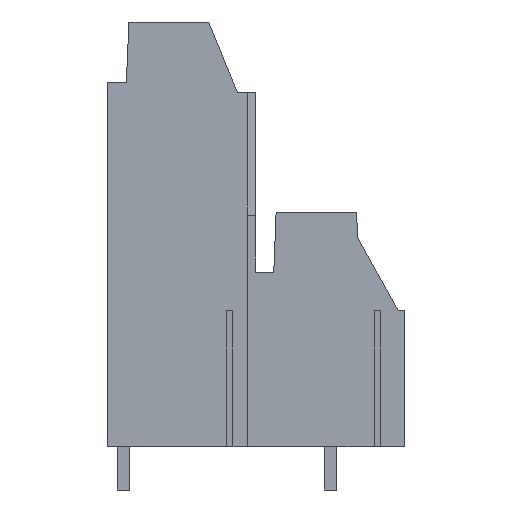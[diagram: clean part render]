
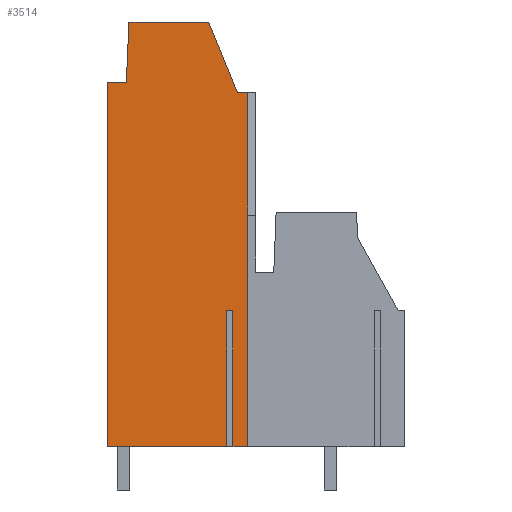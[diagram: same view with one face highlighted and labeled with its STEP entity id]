
A CAD part, left-side view. The second image highlights one B-rep face of the part: STEP entity #3514.
In plain terms, the highlighted planar face has unit normal (-1, 0, 0).
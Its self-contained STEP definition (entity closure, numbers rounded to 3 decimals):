
#3439=AXIS2_PLACEMENT_3D('Plane Axis2P3D',#3436,#3437,#3438) ;
#632=CARTESIAN_POINT('Vertex',(0.,21.94,3.2)) ;
#824=CARTESIAN_POINT('Vertex',(0.,11.574,3.2)) ;
#827=CARTESIAN_POINT('Line Origine',(0.,12.12,3.2)) ;
#831=CARTESIAN_POINT('Vertex',(0.,12.665,3.2)) ;
#880=CARTESIAN_POINT('Vertex',(0.,13.115,3.2)) ;
#883=CARTESIAN_POINT('Line Origine',(0.,17.528,3.2)) ;
#1260=CARTESIAN_POINT('Vertex',(0.,11.574,29.26)) ;
#1263=CARTESIAN_POINT('Line Origine',(0.,11.574,16.23)) ;
#3436=CARTESIAN_POINT('Axis2P3D Location',(0.,11.,17.2)) ;
#3441=CARTESIAN_POINT('Line Origine',(0.,21.94,16.625)) ;
#3445=CARTESIAN_POINT('Vertex',(0.,21.94,30.05)) ;
#3448=CARTESIAN_POINT('Line Origine',(0.,13.115,8.2)) ;
#3452=CARTESIAN_POINT('Vertex',(0.,13.115,13.2)) ;
#3455=CARTESIAN_POINT('Line Origine',(0.,12.89,13.2)) ;
#3459=CARTESIAN_POINT('Vertex',(0.,12.665,13.2)) ;
#3462=CARTESIAN_POINT('Line Origine',(0.,12.665,8.2)) ;
#3467=CARTESIAN_POINT('Line Origine',(0.,11.956,29.26)) ;
#3471=CARTESIAN_POINT('Vertex',(0.,12.337,29.26)) ;
#3474=CARTESIAN_POINT('Line Origine',(0.,13.393,31.865)) ;
#3478=CARTESIAN_POINT('Vertex',(0.,14.449,34.47)) ;
#3481=CARTESIAN_POINT('Line Origine',(0.,17.389,34.47)) ;
#3485=CARTESIAN_POINT('Vertex',(0.,20.328,34.47)) ;
#3488=CARTESIAN_POINT('Line Origine',(0.,20.424,32.26)) ;
#3492=CARTESIAN_POINT('Vertex',(0.,20.521,30.05)) ;
#3495=CARTESIAN_POINT('Line Origine',(0.,21.23,30.05)) ;
#828=DIRECTION('Vector Direction',(0.,1.,0.)) ;
#884=DIRECTION('Vector Direction',(0.,1.,0.)) ;
#1264=DIRECTION('Vector Direction',(0.,0.,1.)) ;
#3437=DIRECTION('Axis2P3D Direction',(1.,0.,0.)) ;
#3438=DIRECTION('Axis2P3D XDirection',(0.,1.,0.)) ;
#3442=DIRECTION('Vector Direction',(0.,0.,-1.)) ;
#3449=DIRECTION('Vector Direction',(0.,0.,1.)) ;
#3456=DIRECTION('Vector Direction',(0.,1.,0.)) ;
#3463=DIRECTION('Vector Direction',(0.,0.,1.)) ;
#3468=DIRECTION('Vector Direction',(0.,1.,0.)) ;
#3475=DIRECTION('Vector Direction',(0.,0.376,0.927)) ;
#3482=DIRECTION('Vector Direction',(0.,1.,0.)) ;
#3489=DIRECTION('Vector Direction',(0.,-0.044,0.999)) ;
#3496=DIRECTION('Vector Direction',(0.,1.,0.)) ;
#829=VECTOR('Line Direction',#828,1.) ;
#885=VECTOR('Line Direction',#884,1.) ;
#1265=VECTOR('Line Direction',#1264,1.) ;
#3443=VECTOR('Line Direction',#3442,1.) ;
#3450=VECTOR('Line Direction',#3449,1.) ;
#3457=VECTOR('Line Direction',#3456,1.) ;
#3464=VECTOR('Line Direction',#3463,1.) ;
#3469=VECTOR('Line Direction',#3468,1.) ;
#3476=VECTOR('Line Direction',#3475,1.) ;
#3483=VECTOR('Line Direction',#3482,1.) ;
#3490=VECTOR('Line Direction',#3489,1.) ;
#3497=VECTOR('Line Direction',#3496,1.) ;
#3501=ORIENTED_EDGE('',*,*,#3447,.T.) ;
#3502=ORIENTED_EDGE('',*,*,#887,.F.) ;
#3503=ORIENTED_EDGE('',*,*,#3454,.T.) ;
#3504=ORIENTED_EDGE('',*,*,#3461,.F.) ;
#3505=ORIENTED_EDGE('',*,*,#3466,.F.) ;
#3506=ORIENTED_EDGE('',*,*,#833,.F.) ;
#3507=ORIENTED_EDGE('',*,*,#1267,.T.) ;
#3508=ORIENTED_EDGE('',*,*,#3473,.T.) ;
#3509=ORIENTED_EDGE('',*,*,#3480,.T.) ;
#3510=ORIENTED_EDGE('',*,*,#3487,.T.) ;
#3511=ORIENTED_EDGE('',*,*,#3494,.F.) ;
#3512=ORIENTED_EDGE('',*,*,#3499,.T.) ;
#3514=ADVANCED_FACE('housing',(#3513),#3440,.F.) ;
#833=EDGE_CURVE('',#825,#832,#830,.T.) ;
#887=EDGE_CURVE('',#881,#633,#886,.T.) ;
#1267=EDGE_CURVE('',#825,#1261,#1266,.T.) ;
#3447=EDGE_CURVE('',#3446,#633,#3444,.T.) ;
#3454=EDGE_CURVE('',#881,#3453,#3451,.T.) ;
#3461=EDGE_CURVE('',#3460,#3453,#3458,.T.) ;
#3466=EDGE_CURVE('',#832,#3460,#3465,.T.) ;
#3473=EDGE_CURVE('',#1261,#3472,#3470,.T.) ;
#3480=EDGE_CURVE('',#3472,#3479,#3477,.T.) ;
#3487=EDGE_CURVE('',#3479,#3486,#3484,.T.) ;
#3494=EDGE_CURVE('',#3493,#3486,#3491,.T.) ;
#3499=EDGE_CURVE('',#3493,#3446,#3498,.T.) ;
#3500=EDGE_LOOP('',(#3501,#3502,#3503,#3504,#3505,#3506,#3507,#3508,#3509,#3510,#3511,#3512)) ;
#3513=FACE_OUTER_BOUND('',#3500,.T.) ;
#830=LINE('Line',#827,#829) ;
#886=LINE('Line',#883,#885) ;
#1266=LINE('Line',#1263,#1265) ;
#3444=LINE('Line',#3441,#3443) ;
#3451=LINE('Line',#3448,#3450) ;
#3458=LINE('Line',#3455,#3457) ;
#3465=LINE('Line',#3462,#3464) ;
#3470=LINE('Line',#3467,#3469) ;
#3477=LINE('Line',#3474,#3476) ;
#3484=LINE('Line',#3481,#3483) ;
#3491=LINE('Line',#3488,#3490) ;
#3498=LINE('Line',#3495,#3497) ;
#3440=PLANE('',#3439) ;
#633=VERTEX_POINT('',#632) ;
#825=VERTEX_POINT('',#824) ;
#832=VERTEX_POINT('',#831) ;
#881=VERTEX_POINT('',#880) ;
#1261=VERTEX_POINT('',#1260) ;
#3446=VERTEX_POINT('',#3445) ;
#3453=VERTEX_POINT('',#3452) ;
#3460=VERTEX_POINT('',#3459) ;
#3472=VERTEX_POINT('',#3471) ;
#3479=VERTEX_POINT('',#3478) ;
#3486=VERTEX_POINT('',#3485) ;
#3493=VERTEX_POINT('',#3492) ;
